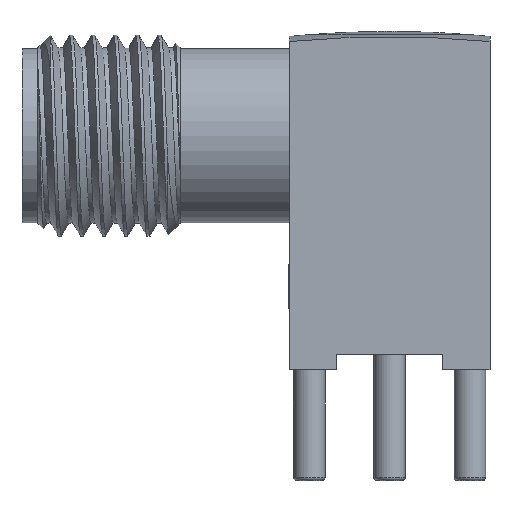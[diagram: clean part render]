
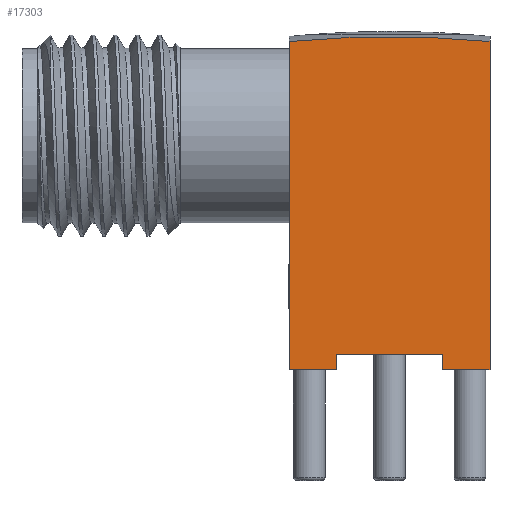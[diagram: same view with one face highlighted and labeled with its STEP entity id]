
A CAD part, front view. The second image highlights one B-rep face of the part: STEP entity #17303.
In plain terms, the highlighted planar face has unit normal (0, -1, 0).
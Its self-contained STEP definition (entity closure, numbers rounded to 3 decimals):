
#120 = LINE ( 'NONE', #3942, #16442 ) ;
#159 = VECTOR ( 'NONE', #3189, 1000. ) ;
#226 = DIRECTION ( 'NONE',  ( 0., 0., -1. ) ) ;
#371 = VERTEX_POINT ( 'NONE', #1654 ) ;
#440 = ORIENTED_EDGE ( 'NONE', *, *, #18247, .T. ) ;
#869 = EDGE_CURVE ( 'NONE', #6711, #13043, #21207, .T. ) ;
#1344 = LINE ( 'NONE', #3370, #20424 ) ;
#1415 = PLANE ( 'NONE',  #18644 ) ;
#1630 = CARTESIAN_POINT ( 'NONE',  ( -3.175, -3.175, 0. ) ) ;
#1654 = CARTESIAN_POINT ( 'NONE',  ( 1.675, -3.175, 0. ) ) ;
#2270 = CARTESIAN_POINT ( 'NONE',  ( 3.175, -3.175, 10.383 ) ) ;
#2991 = FACE_OUTER_BOUND ( 'NONE', #20802, .T. ) ;
#3189 = DIRECTION ( 'NONE',  ( 1., 0., 0. ) ) ;
#3233 = VECTOR ( 'NONE', #18689, 1000. ) ;
#3370 = CARTESIAN_POINT ( 'NONE',  ( 1.675, -3.175, 0.5 ) ) ;
#3942 = CARTESIAN_POINT ( 'NONE',  ( -1.675, -3.175, 0.5 ) ) ;
#4509 = CARTESIAN_POINT ( 'NONE',  ( -3.175, -3.175, 10.7 ) ) ;
#5207 = VECTOR ( 'NONE', #16906, 1000. ) ;
#5458 = AXIS2_PLACEMENT_3D ( 'NONE', #12301, #8583, #8484 ) ;
#5562 = CARTESIAN_POINT ( 'NONE',  ( -3.175, -3.175, 10.383 ) ) ;
#5747 = EDGE_CURVE ( 'NONE', #11660, #21239, #120, .T. ) ;
#5972 = EDGE_CURVE ( 'NONE', #16191, #11660, #1344, .T. ) ;
#6711 = VERTEX_POINT ( 'NONE', #5562 ) ;
#6849 = LINE ( 'NONE', #1630, #3233 ) ;
#6861 = CARTESIAN_POINT ( 'NONE',  ( 3.175, -3.175, 0. ) ) ;
#6985 = CARTESIAN_POINT ( 'NONE',  ( -3.175, -3.175, 10.7 ) ) ;
#7911 = ORIENTED_EDGE ( 'NONE', *, *, #5972, .F. ) ;
#8268 = ORIENTED_EDGE ( 'NONE', *, *, #13827, .T. ) ;
#8270 = EDGE_CURVE ( 'NONE', #16191, #371, #14823, .T. ) ;
#8484 = DIRECTION ( 'NONE',  ( 0., 0., 1. ) ) ;
#8583 = DIRECTION ( 'NONE',  ( 0., -1., 0. ) ) ;
#10379 = EDGE_CURVE ( 'NONE', #13860, #6711, #16359, .T. ) ;
#10509 = VERTEX_POINT ( 'NONE', #6861 ) ;
#11018 = CARTESIAN_POINT ( 'NONE',  ( 1.675, -3.175, 0.5 ) ) ;
#11231 = ORIENTED_EDGE ( 'NONE', *, *, #5747, .F. ) ;
#11656 = LINE ( 'NONE', #18611, #5207 ) ;
#11660 = VERTEX_POINT ( 'NONE', #17648 ) ;
#11753 = DIRECTION ( 'NONE',  ( 0., 0., 1. ) ) ;
#12233 = ORIENTED_EDGE ( 'NONE', *, *, #10379, .T. ) ;
#12301 = CARTESIAN_POINT ( 'NONE',  ( 0., -3.175, -21.227 ) ) ;
#12541 = VECTOR ( 'NONE', #18099, 1000. ) ;
#12635 = CARTESIAN_POINT ( 'NONE',  ( -3.175, -3.175, 0. ) ) ;
#13043 = VERTEX_POINT ( 'NONE', #12635 ) ;
#13827 = EDGE_CURVE ( 'NONE', #371, #10509, #6849, .T. ) ;
#13860 = VERTEX_POINT ( 'NONE', #2270 ) ;
#14823 = LINE ( 'NONE', #15157, #12541 ) ;
#15157 = CARTESIAN_POINT ( 'NONE',  ( 1.675, -3.175, 0.5 ) ) ;
#15165 = ORIENTED_EDGE ( 'NONE', *, *, #8270, .T. ) ;
#16191 = VERTEX_POINT ( 'NONE', #11018 ) ;
#16359 = CIRCLE ( 'NONE', #5458, 31.769 ) ;
#16442 = VECTOR ( 'NONE', #226, 1000. ) ;
#16906 = DIRECTION ( 'NONE',  ( 0., 0., -1. ) ) ;
#16983 = CARTESIAN_POINT ( 'NONE',  ( -3.175, -3.175, 0. ) ) ;
#17303 = ADVANCED_FACE ( 'NONE', ( #2991 ), #1415, .F. ) ;
#17648 = CARTESIAN_POINT ( 'NONE',  ( -1.675, -3.175, 0.5 ) ) ;
#17680 = CARTESIAN_POINT ( 'NONE',  ( -1.675, -3.175, 0. ) ) ;
#17820 = DIRECTION ( 'NONE',  ( 0., 0., -1. ) ) ;
#18072 = EDGE_CURVE ( 'NONE', #13860, #10509, #11656, .T. ) ;
#18099 = DIRECTION ( 'NONE',  ( 0., 0., -1. ) ) ;
#18247 = EDGE_CURVE ( 'NONE', #13043, #21239, #18695, .T. ) ;
#18452 = ORIENTED_EDGE ( 'NONE', *, *, #18072, .F. ) ;
#18611 = CARTESIAN_POINT ( 'NONE',  ( 3.175, -3.175, 10.7 ) ) ;
#18644 = AXIS2_PLACEMENT_3D ( 'NONE', #6985, #18713, #11753 ) ;
#18689 = DIRECTION ( 'NONE',  ( 1., 0., 0. ) ) ;
#18695 = LINE ( 'NONE', #16983, #159 ) ;
#18713 = DIRECTION ( 'NONE',  ( 0., 1., 0. ) ) ;
#18865 = ORIENTED_EDGE ( 'NONE', *, *, #869, .T. ) ;
#20000 = VECTOR ( 'NONE', #17820, 1000. ) ;
#20424 = VECTOR ( 'NONE', #22022, 1000. ) ;
#20802 = EDGE_LOOP ( 'NONE', ( #18452, #12233, #18865, #440, #11231, #7911, #15165, #8268 ) ) ;
#21207 = LINE ( 'NONE', #4509, #20000 ) ;
#21239 = VERTEX_POINT ( 'NONE', #17680 ) ;
#22022 = DIRECTION ( 'NONE',  ( -1., 0., 0. ) ) ;
